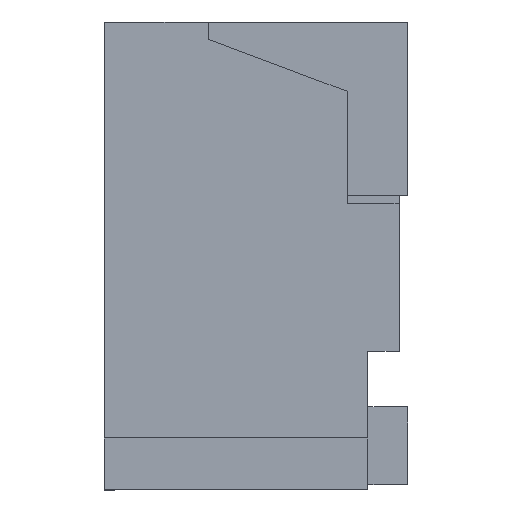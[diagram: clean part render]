
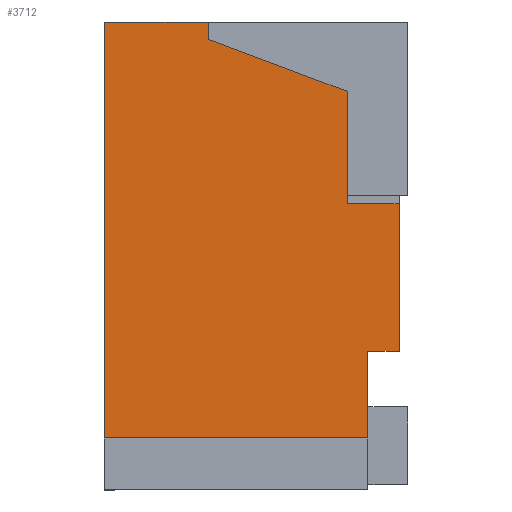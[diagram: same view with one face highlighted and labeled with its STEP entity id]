
A CAD part, left-side view. The second image highlights one B-rep face of the part: STEP entity #3712.
In plain terms, the highlighted planar face has unit normal (-1, 0, 0).
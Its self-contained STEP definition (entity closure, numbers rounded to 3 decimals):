
#64 = CARTESIAN_POINT ( 'NONE',  ( -8.5, 0.3, 6.4 ) ) ;
#135 = CARTESIAN_POINT ( 'NONE',  ( -8.5, 0., 6.8 ) ) ;
#284 = CARTESIAN_POINT ( 'NONE',  ( -8.5, 1.7, 4.4 ) ) ;
#387 = AXIS2_PLACEMENT_3D ( 'NONE', #4753, #6976, #4231 ) ;
#520 = CARTESIAN_POINT ( 'NONE',  ( -8.5, 0.3, 6.8 ) ) ;
#676 = EDGE_CURVE ( 'NONE', #5174, #7156, #3703, .T. ) ;
#833 = VERTEX_POINT ( 'NONE', #1858 ) ;
#877 = VERTEX_POINT ( 'NONE', #912 ) ;
#912 = CARTESIAN_POINT ( 'NONE',  ( -8.5, 1.1, 6.8 ) ) ;
#1032 = DIRECTION ( 'NONE',  ( 0., 0., 1. ) ) ;
#1090 = VECTOR ( 'NONE', #5197, 1000. ) ;
#1214 = VERTEX_POINT ( 'NONE', #4801 ) ;
#1305 = CARTESIAN_POINT ( 'NONE',  ( -8.5, 1.7, 4.1 ) ) ;
#1359 = LINE ( 'NONE', #4134, #4331 ) ;
#1443 = ORIENTED_EDGE ( 'NONE', *, *, #4403, .T. ) ;
#1508 = ORIENTED_EDGE ( 'NONE', *, *, #6524, .T. ) ;
#1621 = CARTESIAN_POINT ( 'NONE',  ( -8.5, 0., 4.9 ) ) ;
#1697 = LINE ( 'NONE', #1737, #2039 ) ;
#1737 = CARTESIAN_POINT ( 'NONE',  ( -8.5, 1.7, 5.75 ) ) ;
#1858 = CARTESIAN_POINT ( 'NONE',  ( -8.5, 0.18, 4.9 ) ) ;
#1880 = LINE ( 'NONE', #1305, #4676 ) ;
#1911 = DIRECTION ( 'NONE',  ( 0., 0., 1. ) ) ;
#2039 = VECTOR ( 'NONE', #5643, 1000. ) ;
#2524 = VECTOR ( 'NONE', #6305, 1000. ) ;
#2570 = CARTESIAN_POINT ( 'NONE',  ( -8.5, 0., 5.75 ) ) ;
#2630 = ORIENTED_EDGE ( 'NONE', *, *, #676, .T. ) ;
#2634 = DIRECTION ( 'NONE',  ( 0., 0., 1. ) ) ;
#2665 = EDGE_CURVE ( 'NONE', #6472, #3854, #4614, .T. ) ;
#2950 = EDGE_CURVE ( 'NONE', #877, #6407, #1359, .T. ) ;
#2973 = CARTESIAN_POINT ( 'NONE',  ( -8.5, 0., 4.4 ) ) ;
#2999 = EDGE_CURVE ( 'NONE', #833, #4039, #6269, .T. ) ;
#3004 = DIRECTION ( 'NONE',  ( 0., -1., 0. ) ) ;
#3031 = LINE ( 'NONE', #5140, #5015 ) ;
#3256 = ORIENTED_EDGE ( 'NONE', *, *, #2950, .T. ) ;
#3547 = CARTESIAN_POINT ( 'NONE',  ( -8.5, 0.18, 6.8 ) ) ;
#3606 = CARTESIAN_POINT ( 'NONE',  ( -8.5, 0., 4.9 ) ) ;
#3703 = LINE ( 'NONE', #520, #5790 ) ;
#3712 = ADVANCED_FACE ( 'NONE', ( #4087 ), #4562, .T. ) ;
#3854 = VERTEX_POINT ( 'NONE', #6272 ) ;
#3879 = EDGE_CURVE ( 'NONE', #7156, #1214, #3031, .T. ) ;
#4022 = LINE ( 'NONE', #135, #6655 ) ;
#4039 = VERTEX_POINT ( 'NONE', #1621 ) ;
#4081 = EDGE_CURVE ( 'NONE', #4523, #5174, #1697, .T. ) ;
#4087 = FACE_OUTER_BOUND ( 'NONE', #6937, .T. ) ;
#4088 = DIRECTION ( 'NONE',  ( 0., 0., -1. ) ) ;
#4134 = CARTESIAN_POINT ( 'NONE',  ( -8.5, 1.7, 6.8 ) ) ;
#4231 = DIRECTION ( 'NONE',  ( 0., 0., 1. ) ) ;
#4331 = VECTOR ( 'NONE', #4706, 1000. ) ;
#4403 = EDGE_CURVE ( 'NONE', #6407, #6472, #1880, .T. ) ;
#4416 = EDGE_CURVE ( 'NONE', #4039, #4523, #4022, .T. ) ;
#4523 = VERTEX_POINT ( 'NONE', #2570 ) ;
#4562 = PLANE ( 'NONE',  #387 ) ;
#4613 = ORIENTED_EDGE ( 'NONE', *, *, #4081, .T. ) ;
#4614 = LINE ( 'NONE', #2973, #5707 ) ;
#4676 = VECTOR ( 'NONE', #4088, 1000. ) ;
#4706 = DIRECTION ( 'NONE',  ( 0., 1., 0. ) ) ;
#4753 = CARTESIAN_POINT ( 'NONE',  ( -8.5, 1.7, 6.8 ) ) ;
#4801 = CARTESIAN_POINT ( 'NONE',  ( -8.5, 1.1, 6.7 ) ) ;
#4870 = CARTESIAN_POINT ( 'NONE',  ( -8.5, 1.7, 6.8 ) ) ;
#5015 = VECTOR ( 'NONE', #5690, 1000. ) ;
#5095 = LINE ( 'NONE', #3547, #2524 ) ;
#5140 = CARTESIAN_POINT ( 'NONE',  ( -8.5, 0.3, 6.4 ) ) ;
#5174 = VERTEX_POINT ( 'NONE', #6857 ) ;
#5197 = DIRECTION ( 'NONE',  ( 0., -1., 0. ) ) ;
#5643 = DIRECTION ( 'NONE',  ( 0., 1., 0. ) ) ;
#5690 = DIRECTION ( 'NONE',  ( 0., 0.936, 0.351 ) ) ;
#5707 = VECTOR ( 'NONE', #3004, 1000. ) ;
#5790 = VECTOR ( 'NONE', #2634, 1000. ) ;
#5791 = ORIENTED_EDGE ( 'NONE', *, *, #2665, .T. ) ;
#5869 = ORIENTED_EDGE ( 'NONE', *, *, #6257, .T. ) ;
#6257 = EDGE_CURVE ( 'NONE', #3854, #833, #5095, .T. ) ;
#6269 = LINE ( 'NONE', #3606, #1090 ) ;
#6272 = CARTESIAN_POINT ( 'NONE',  ( -8.5, 0.18, 4.4 ) ) ;
#6305 = DIRECTION ( 'NONE',  ( 0., 0., 1. ) ) ;
#6372 = VECTOR ( 'NONE', #1032, 1000. ) ;
#6407 = VERTEX_POINT ( 'NONE', #4870 ) ;
#6454 = CARTESIAN_POINT ( 'NONE',  ( -8.5, 1.1, 6.8 ) ) ;
#6472 = VERTEX_POINT ( 'NONE', #284 ) ;
#6524 = EDGE_CURVE ( 'NONE', #1214, #877, #6970, .T. ) ;
#6655 = VECTOR ( 'NONE', #1911, 1000. ) ;
#6857 = CARTESIAN_POINT ( 'NONE',  ( -8.5, 0.3, 5.75 ) ) ;
#6927 = ORIENTED_EDGE ( 'NONE', *, *, #3879, .T. ) ;
#6937 = EDGE_LOOP ( 'NONE', ( #7110, #7167, #4613, #2630, #6927, #1508, #3256, #1443, #5791, #5869 ) ) ;
#6970 = LINE ( 'NONE', #6454, #6372 ) ;
#6976 = DIRECTION ( 'NONE',  ( -1., 0., 0. ) ) ;
#7110 = ORIENTED_EDGE ( 'NONE', *, *, #2999, .T. ) ;
#7156 = VERTEX_POINT ( 'NONE', #64 ) ;
#7167 = ORIENTED_EDGE ( 'NONE', *, *, #4416, .T. ) ;
